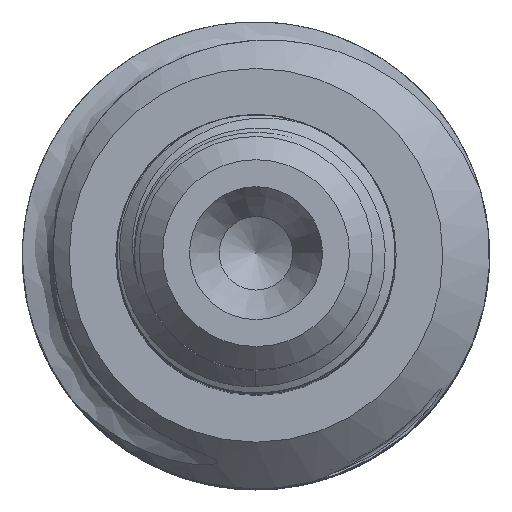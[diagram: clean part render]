
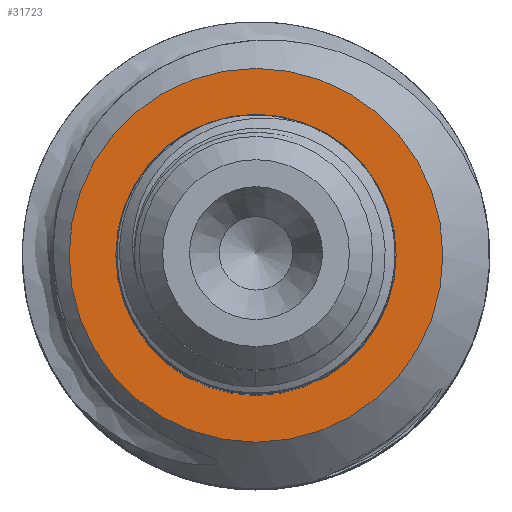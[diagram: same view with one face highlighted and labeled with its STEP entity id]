
A CAD part, top view. The second image highlights one B-rep face of the part: STEP entity #31723.
In plain terms, the highlighted planar face has unit normal (0, 0, 1).
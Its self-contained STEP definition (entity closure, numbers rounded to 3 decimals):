
#31696=CARTESIAN_POINT('',(0.,8.,-53.));
#31697=DIRECTION('',(0.,0.,1.));
#31698=DIRECTION('',(0.,1.,0.));
#31699=AXIS2_PLACEMENT_3D('',#31696,#31697,#31698);
#31700=PLANE('',#31699);
#31701=CARTESIAN_POINT('',(0.,6.,-53.));
#31702=VERTEX_POINT('',#31701);
#31703=CARTESIAN_POINT('',(0.,0.,-53.));
#31704=DIRECTION('',(0.,-0.,1.));
#31705=DIRECTION('',(0.,1.,0.));
#31706=AXIS2_PLACEMENT_3D('',#31703,#31704,#31705);
#31707=CIRCLE('',#31706,6.);
#31708=EDGE_CURVE('',#31702,#31702,#31707,.T.);
#31709=ORIENTED_EDGE('',*,*,#31708,.F.);
#31710=EDGE_LOOP('',(#31709));
#31711=FACE_BOUND('',#31710,.T.);
#31712=CARTESIAN_POINT('',(0.,8.,-53.));
#31713=VERTEX_POINT('',#31712);
#31714=CARTESIAN_POINT('',(0.,0.,-53.));
#31715=DIRECTION('',(0.,0.,-1.));
#31716=DIRECTION('',(0.,-1.,0.));
#31717=AXIS2_PLACEMENT_3D('',#31714,#31715,#31716);
#31718=CIRCLE('',#31717,8.);
#31719=EDGE_CURVE('',#31713,#31713,#31718,.T.);
#31720=ORIENTED_EDGE('',*,*,#31719,.F.);
#31721=EDGE_LOOP('',(#31720));
#31722=FACE_BOUND('',#31721,.T.);
#31723=ADVANCED_FACE('',(#31711,#31722),#31700,.T.);
